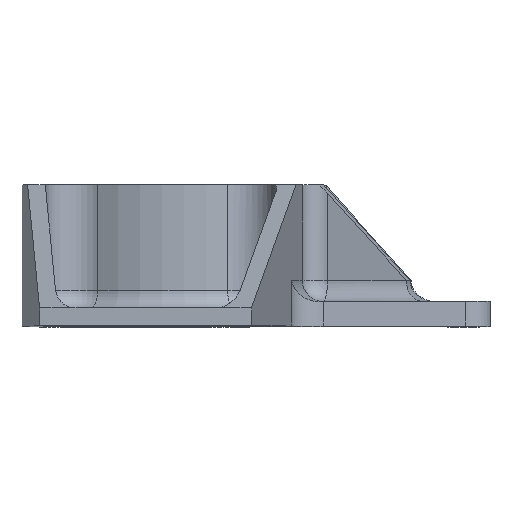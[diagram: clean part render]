
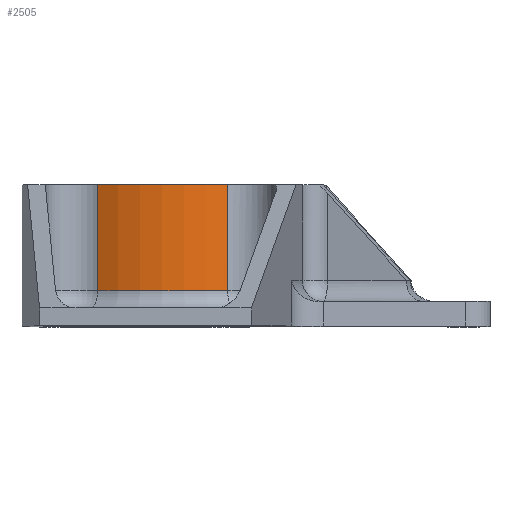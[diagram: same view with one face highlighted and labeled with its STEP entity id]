
A CAD part, top view. The second image highlights one B-rep face of the part: STEP entity #2505.
In plain terms, the highlighted cylindrical face has radius 42 mm (diameter 84 mm), a partial arc.
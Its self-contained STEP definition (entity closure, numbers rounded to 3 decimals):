
#1174=CARTESIAN_POINT('Vertex',(-20.541,53.,36.634)) ;
#1177=CARTESIAN_POINT('Axis2P3D Location',(0.,53.,0.)) ;
#1181=CARTESIAN_POINT('Vertex',(16.206,53.,38.747)) ;
#2462=CARTESIAN_POINT('Vertex',(-20.541,23.,36.634)) ;
#2465=CARTESIAN_POINT('Line Origine',(-20.541,35.5,36.634)) ;
#2482=CARTESIAN_POINT('Axis2P3D Location',(0.,33.,0.)) ;
#2487=CARTESIAN_POINT('Line Origine',(16.206,33.,38.747)) ;
#2491=CARTESIAN_POINT('Vertex',(16.206,23.,38.747)) ;
#2494=CARTESIAN_POINT('Axis2P3D Location',(0.,23.,0.)) ;
#1178=DIRECTION('Axis2P3D Direction',(0.,1.,0.)) ;
#2466=DIRECTION('Vector Direction',(0.,-1.,0.)) ;
#2483=DIRECTION('Axis2P3D Direction',(0.,1.,0.)) ;
#2484=DIRECTION('Axis2P3D XDirection',(0.878,0.,-0.479)) ;
#2488=DIRECTION('Vector Direction',(0.,1.,0.)) ;
#2495=DIRECTION('Axis2P3D Direction',(0.,1.,0.)) ;
#1179=AXIS2_PLACEMENT_3D('Circle Axis2P3D',#1177,#1178,$) ;
#2485=AXIS2_PLACEMENT_3D('Cylinder Axis2P3D',#2482,#2483,#2484) ;
#2496=AXIS2_PLACEMENT_3D('Circle Axis2P3D',#2494,#2495,$) ;
#2500=ORIENTED_EDGE('',*,*,#2493,.T.) ;
#2501=ORIENTED_EDGE('',*,*,#1183,.T.) ;
#2502=ORIENTED_EDGE('',*,*,#2469,.F.) ;
#2503=ORIENTED_EDGE('',*,*,#2498,.T.) ;
#2467=VECTOR('Line Direction',#2466,1.) ;
#2489=VECTOR('Line Direction',#2488,1.) ;
#2505=ADVANCED_FACE('Corps principal',(#2504),#2486,.T.) ;
#1180=CIRCLE('generated circle',#1179,42.) ;
#2497=CIRCLE('generated circle',#2496,42.) ;
#2486=CYLINDRICAL_SURFACE('generated cylinder',#2485,42.) ;
#1183=EDGE_CURVE('',#1182,#1175,#1180,.F.) ;
#2469=EDGE_CURVE('',#2463,#1175,#2468,.F.) ;
#2493=EDGE_CURVE('',#2492,#1182,#2490,.T.) ;
#2498=EDGE_CURVE('',#2463,#2492,#2497,.T.) ;
#2499=EDGE_LOOP('',(#2500,#2501,#2502,#2503)) ;
#2504=FACE_OUTER_BOUND('',#2499,.T.) ;
#2468=LINE('Line',#2465,#2467) ;
#2490=LINE('Line',#2487,#2489) ;
#1175=VERTEX_POINT('',#1174) ;
#1182=VERTEX_POINT('',#1181) ;
#2463=VERTEX_POINT('',#2462) ;
#2492=VERTEX_POINT('',#2491) ;
